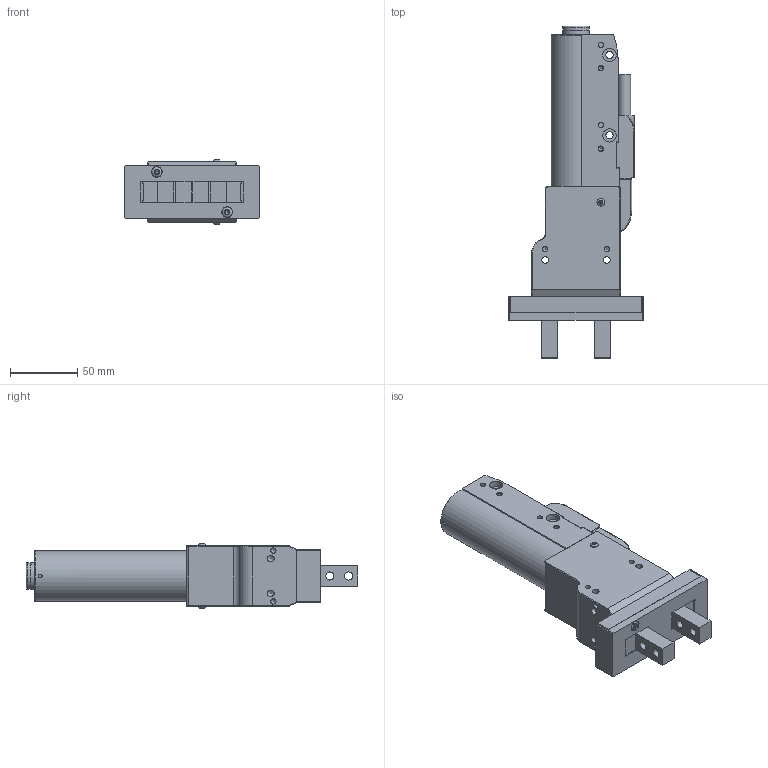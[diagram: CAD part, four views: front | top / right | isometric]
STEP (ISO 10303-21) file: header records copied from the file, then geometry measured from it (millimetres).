
FILE_DESCRIPTION (( 'STEP AP214' ), '1' );
FILE_NAME ('0186-2327_251015_GM50-37Sx120F-XP-N_48-22_GT21_MSxx.STEP', '2025-10-15T07:45:26', ( '' ), ( '' ), 'SwSTEP 2.0', 'SolidWorks 2025', '' );
FILE_SCHEMA (( 'AUTOMOTIVE_DESIGN' ));
Length unit declared in the file: millimetre
Products named in the file (13): 0230-1141_Lins-Schr_I-6k_M3x12_INOX; 0180-0528_PS01k-DS37S_PS01k-DS37S-V; 0180-3959_GM50k-37-Cover; Stator_37Sx120-HP; GM50k-37-FGR; 0230-1219_Lins-Schr_I-6rd_M4x20_8.8_v-b; 0160-0624_Lins.-Schr_I-6rd_M2.5x12_INOX; Kabel_GM50-37; 0186-2327_251015_GM50-37Sx120F-XP-N_48-22_GT21_MSxx; GM50h-37Sx120-HP; GM50k-37-GGH; 0230-0300_Zyl.-Schr_I-6kt_M4x14_8.8_v-b; GM50-37_PL
Assembly tree (17 placements, depth 3):
  0186-2327_251015_GM50-37Sx120F-XP-N_48-22_GT21_MSxx
    GM50h-37Sx120-HP
      Stator_37Sx120-HP
      GM50k-37-GGH
      0230-1141_Lins-Schr_I-6k_M3x12_INOX  x2
      GM50-37_PL
      0230-0300_Zyl.-Schr_I-6kt_M4x14_8.8_v-b  x2
      0180-0528_PS01k-DS37S_PS01k-DS37S-V
      0160-0624_Lins.-Schr_I-6rd_M2.5x12_INOX  x2
      0180-3959_GM50k-37-Cover
      0230-1219_Lins-Schr_I-6rd_M4x20_8.8_v-b  x2
      Kabel_GM50-37
    GM50k-37-FGR  x2
Bounding box: 100 x 247.66 x 48.3 mm (x, y, z)
Volume: 491944.9 mm3; surface area: 166304.4 mm2
Topology: 31 solids, 31 shells, 2200 faces, 5201 edges, 3143 vertices
Faces by surface type: plane 844, cylinder 594, cone 573, bspline 144, torus 29, sphere 16
Full cylindrical faces by diameter (mm): 2.05 x8, 2.4 x4, 2.7 x4, 2.8 x1, 3 x46, 3.1 x100, 3.3 x12, 3.5 x2, 3.571 x2, 3.838 x2, 4 x50, 4.3 x2, 4.5 x6, 5 x12, 5.4 x3, 5.5 x3, 5.7 x2, 6 x46, 6.4 x6, 7 x2, 8 x8, 9.5 x1, 10 x7, 12 x3, 12.5 x3, 19 x1, 20 x2
Entity records: 73950 total; most frequent: CARTESIAN_POINT 18589, DIRECTION 8415, ORIENTED_EDGE 7714, EDGE_CURVE 3857, AXIS2_PLACEMENT_3D 3191, VERTEX_POINT 2732, EDGE_LOOP 2691, FACE_OUTER_BOUND 2185
